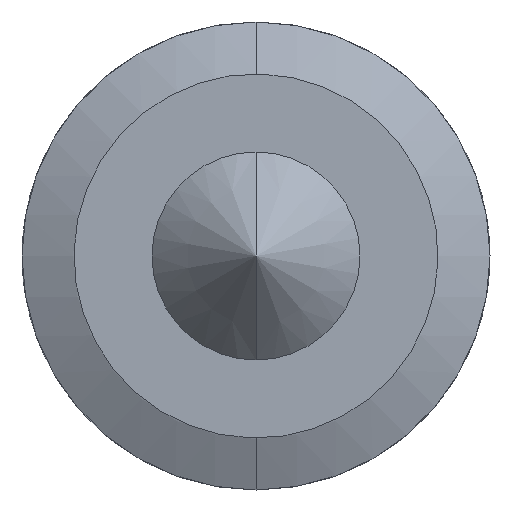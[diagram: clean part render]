
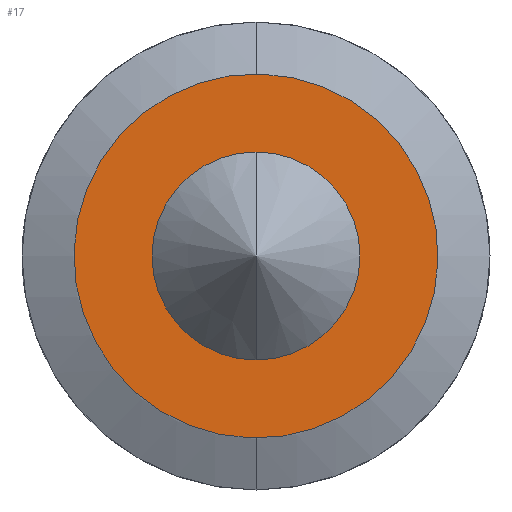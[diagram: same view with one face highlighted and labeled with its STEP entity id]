
A CAD part, front view. The second image highlights one B-rep face of the part: STEP entity #17.
In plain terms, the highlighted planar face has unit normal (0, -1, 0).
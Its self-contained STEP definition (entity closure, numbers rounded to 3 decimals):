
#17 = ADVANCED_FACE ( 'NONE', ( #777, #779 ), #424, .F. ) ;
#27 = EDGE_CURVE ( 'NONE', #692, #704, #289, .T. ) ;
#43 = EDGE_CURVE ( 'NONE', #770, #761, #198, .T. ) ;
#80 = ORIENTED_EDGE ( 'NONE', *, *, #487, .F. ) ;
#83 = ORIENTED_EDGE ( 'NONE', *, *, #27, .F. ) ;
#85 = ORIENTED_EDGE ( 'NONE', *, *, #43, .T. ) ;
#86 = ORIENTED_EDGE ( 'NONE', *, *, #489, .T. ) ;
#184 = CIRCLE ( 'NONE', #293, 3.75 ) ;
#193 = AXIS2_PLACEMENT_3D ( 'NONE', #432, #453, #367 ) ;
#198 = CIRCLE ( 'NONE', #233, 3.75 ) ;
#233 = AXIS2_PLACEMENT_3D ( 'NONE', #403, #461, #406 ) ;
#249 = CIRCLE ( 'NONE', #273, 7. ) ;
#258 = AXIS2_PLACEMENT_3D ( 'NONE', #339, #430, #387 ) ;
#273 = AXIS2_PLACEMENT_3D ( 'NONE', #884, #975, #946 ) ;
#289 = CIRCLE ( 'NONE', #193, 7. ) ;
#293 = AXIS2_PLACEMENT_3D ( 'NONE', #913, #908, #846 ) ;
#339 = CARTESIAN_POINT ( 'NONE',  ( 0., 0., 0. ) ) ;
#367 = DIRECTION ( 'NONE',  ( 0., 0., 1. ) ) ;
#387 = DIRECTION ( 'NONE',  ( 0., 0., 1. ) ) ;
#403 = CARTESIAN_POINT ( 'NONE',  ( 0., 0., 0. ) ) ;
#406 = DIRECTION ( 'NONE',  ( 0., 0., 1. ) ) ;
#424 = PLANE ( 'NONE',  #258 ) ;
#430 = DIRECTION ( 'NONE',  ( 0., 1., 0. ) ) ;
#432 = CARTESIAN_POINT ( 'NONE',  ( 0., 0., 0. ) ) ;
#453 = DIRECTION ( 'NONE',  ( 0., 1., 0. ) ) ;
#461 = DIRECTION ( 'NONE',  ( 0., 1., 0. ) ) ;
#487 = EDGE_CURVE ( 'NONE', #704, #692, #249, .T. ) ;
#489 = EDGE_CURVE ( 'NONE', #761, #770, #184, .T. ) ;
#692 = VERTEX_POINT ( 'NONE', #842 ) ;
#704 = VERTEX_POINT ( 'NONE', #993 ) ;
#761 = VERTEX_POINT ( 'NONE', #938 ) ;
#770 = VERTEX_POINT ( 'NONE', #990 ) ;
#777 = FACE_OUTER_BOUND ( 'NONE', #788, .T. ) ;
#779 = FACE_BOUND ( 'NONE', #800, .T. ) ;
#788 = EDGE_LOOP ( 'NONE', ( #80, #83 ) ) ;
#800 = EDGE_LOOP ( 'NONE', ( #85, #86 ) ) ;
#842 = CARTESIAN_POINT ( 'NONE',  ( 0., 0., 7. ) ) ;
#846 = DIRECTION ( 'NONE',  ( 0., 0., 1. ) ) ;
#884 = CARTESIAN_POINT ( 'NONE',  ( 0., 0., 0. ) ) ;
#908 = DIRECTION ( 'NONE',  ( 0., 1., 0. ) ) ;
#913 = CARTESIAN_POINT ( 'NONE',  ( 0., 0., 0. ) ) ;
#938 = CARTESIAN_POINT ( 'NONE',  ( 0., 0., 3.75 ) ) ;
#946 = DIRECTION ( 'NONE',  ( 0., 0., 1. ) ) ;
#975 = DIRECTION ( 'NONE',  ( 0., 1., 0. ) ) ;
#990 = CARTESIAN_POINT ( 'NONE',  ( 0., 0., -3.75 ) ) ;
#993 = CARTESIAN_POINT ( 'NONE',  ( 0., 0., -7. ) ) ;
